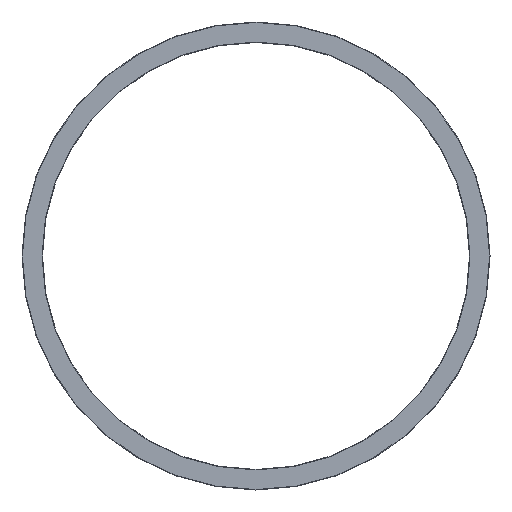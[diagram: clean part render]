
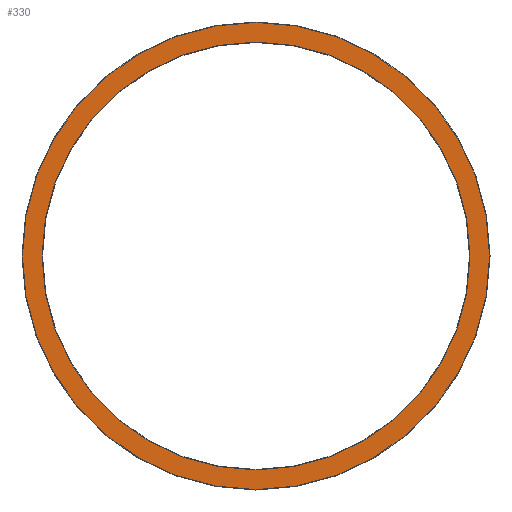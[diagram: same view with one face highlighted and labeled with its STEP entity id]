
A CAD part, left-side view. The second image highlights one B-rep face of the part: STEP entity #330.
In plain terms, the highlighted planar face has unit normal (-1, 0, 0).
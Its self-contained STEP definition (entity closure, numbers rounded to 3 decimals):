
#1 = EDGE_LOOP ( 'NONE', ( #284, #235 ) ) ;
#6 = DIRECTION ( 'NONE',  ( 1., 0., 0. ) ) ;
#14 = CIRCLE ( 'NONE', #102, 52.1 ) ;
#20 = DIRECTION ( 'NONE',  ( 0., 0., -1. ) ) ;
#51 = CARTESIAN_POINT ( 'NONE',  ( 0., 52., 0. ) ) ;
#52 = VERTEX_POINT ( 'NONE', #175 ) ;
#63 = CARTESIAN_POINT ( 'NONE',  ( 0., 0., 0. ) ) ;
#68 = DIRECTION ( 'NONE',  ( -1., 0., 0. ) ) ;
#72 = VERTEX_POINT ( 'NONE', #225 ) ;
#77 = EDGE_CURVE ( 'NONE', #91, #119, #234, .T. ) ;
#87 = AXIS2_PLACEMENT_3D ( 'NONE', #312, #68, #20 ) ;
#91 = VERTEX_POINT ( 'NONE', #248 ) ;
#98 = DIRECTION ( 'NONE',  ( 1., 0., 0. ) ) ;
#102 = AXIS2_PLACEMENT_3D ( 'NONE', #63, #98, #154 ) ;
#119 = VERTEX_POINT ( 'NONE', #230 ) ;
#138 = DIRECTION ( 'NONE',  ( 1., 0., 0. ) ) ;
#154 = DIRECTION ( 'NONE',  ( 0., 0., -1. ) ) ;
#170 = EDGE_CURVE ( 'NONE', #72, #52, #192, .T. ) ;
#175 = CARTESIAN_POINT ( 'NONE',  ( 0., 0., -56.9 ) ) ;
#176 = EDGE_CURVE ( 'NONE', #119, #91, #14, .T. ) ;
#180 = CIRCLE ( 'NONE', #87, 56.9 ) ;
#182 = AXIS2_PLACEMENT_3D ( 'NONE', #303, #328, #280 ) ;
#184 = AXIS2_PLACEMENT_3D ( 'NONE', #51, #138, #314 ) ;
#192 = CIRCLE ( 'NONE', #182, 56.9 ) ;
#197 = DIRECTION ( 'NONE',  ( 0., 0., -1. ) ) ;
#203 = FACE_OUTER_BOUND ( 'NONE', #255, .T. ) ;
#225 = CARTESIAN_POINT ( 'NONE',  ( 0., 0., 56.9 ) ) ;
#230 = CARTESIAN_POINT ( 'NONE',  ( 0., 0., 52.1 ) ) ;
#234 = CIRCLE ( 'NONE', #271, 52.1 ) ;
#235 = ORIENTED_EDGE ( 'NONE', *, *, #176, .T. ) ;
#248 = CARTESIAN_POINT ( 'NONE',  ( 0., 0., -52.1 ) ) ;
#255 = EDGE_LOOP ( 'NONE', ( #319, #274 ) ) ;
#270 = FACE_BOUND ( 'NONE', #1, .T. ) ;
#271 = AXIS2_PLACEMENT_3D ( 'NONE', #321, #6, #197 ) ;
#274 = ORIENTED_EDGE ( 'NONE', *, *, #170, .T. ) ;
#280 = DIRECTION ( 'NONE',  ( 0., 0., -1. ) ) ;
#284 = ORIENTED_EDGE ( 'NONE', *, *, #77, .T. ) ;
#297 = EDGE_CURVE ( 'NONE', #52, #72, #180, .T. ) ;
#303 = CARTESIAN_POINT ( 'NONE',  ( 0., 0., 0. ) ) ;
#310 = PLANE ( 'NONE',  #184 ) ;
#312 = CARTESIAN_POINT ( 'NONE',  ( 0., 0., 0. ) ) ;
#314 = DIRECTION ( 'NONE',  ( 0., 0., -1. ) ) ;
#319 = ORIENTED_EDGE ( 'NONE', *, *, #297, .T. ) ;
#321 = CARTESIAN_POINT ( 'NONE',  ( 0., 0., 0. ) ) ;
#328 = DIRECTION ( 'NONE',  ( -1., 0., 0. ) ) ;
#330 = ADVANCED_FACE ( 'NONE', ( #203, #270 ), #310, .F. ) ;
